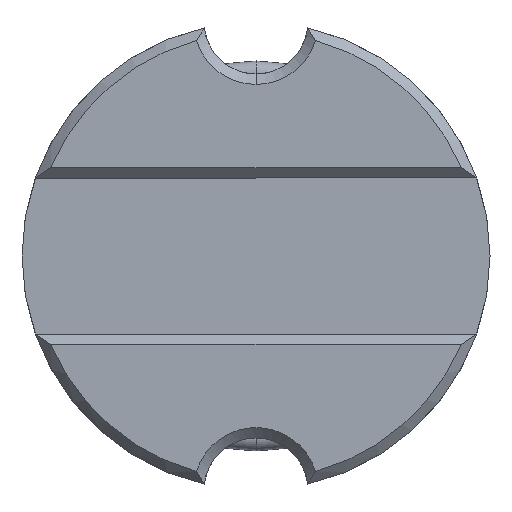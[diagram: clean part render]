
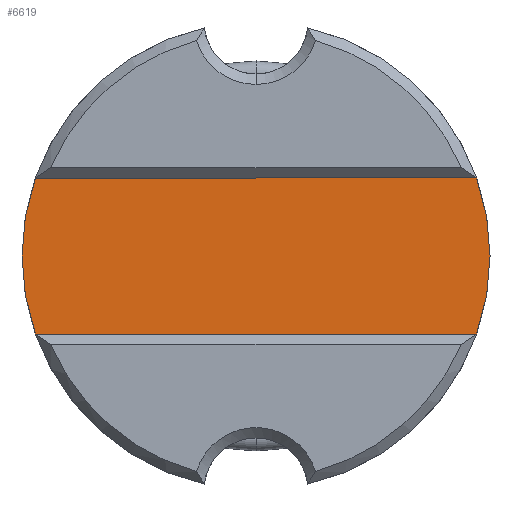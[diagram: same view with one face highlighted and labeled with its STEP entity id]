
A CAD part, front view. The second image highlights one B-rep face of the part: STEP entity #6619.
In plain terms, the highlighted planar face has unit normal (0, -1, 0).
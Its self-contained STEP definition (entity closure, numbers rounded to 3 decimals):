
#631 = ORIENTED_EDGE ( 'NONE', *, *, #6500, .F. ) ;
#823 = CARTESIAN_POINT ( 'NONE',  ( 5.29, 0.5, 0.75 ) ) ;
#977 = AXIS2_PLACEMENT_3D ( 'NONE', #1065, #2155, #4724 ) ;
#991 = CARTESIAN_POINT ( 'NONE',  ( 0., 0.5, 0. ) ) ;
#1065 = CARTESIAN_POINT ( 'NONE',  ( 0., 0.5, 0. ) ) ;
#1154 = DIRECTION ( 'NONE',  ( 1., 0., 0. ) ) ;
#1497 = VECTOR ( 'NONE', #4082, 1000. ) ;
#1523 = EDGE_CURVE ( 'NONE', #5246, #6404, #2624, .T. ) ;
#2081 = DIRECTION ( 'NONE',  ( 0., 0., 1. ) ) ;
#2096 = CIRCLE ( 'NONE', #5857, 2.25 ) ;
#2155 = DIRECTION ( 'NONE',  ( 0., 1., 0. ) ) ;
#2542 = CARTESIAN_POINT ( 'NONE',  ( -2.121, 0.5, -0.75 ) ) ;
#2624 = CIRCLE ( 'NONE', #4604, 2.25 ) ;
#3120 = FACE_OUTER_BOUND ( 'NONE', #3589, .T. ) ;
#3171 = VERTEX_POINT ( 'NONE', #4735 ) ;
#3273 = CARTESIAN_POINT ( 'NONE',  ( 5.29, 0.5, -0.75 ) ) ;
#3589 = EDGE_LOOP ( 'NONE', ( #5053, #4183, #4869, #631 ) ) ;
#3774 = DIRECTION ( 'NONE',  ( 0., 1., 0. ) ) ;
#4082 = DIRECTION ( 'NONE',  ( -1., 0., 0. ) ) ;
#4183 = ORIENTED_EDGE ( 'NONE', *, *, #1523, .F. ) ;
#4378 = CARTESIAN_POINT ( 'NONE',  ( 0., 0.5, 0. ) ) ;
#4506 = EDGE_CURVE ( 'NONE', #5246, #3171, #5395, .T. ) ;
#4604 = AXIS2_PLACEMENT_3D ( 'NONE', #991, #5230, #2081 ) ;
#4724 = DIRECTION ( 'NONE',  ( 0., 0., 1. ) ) ;
#4735 = CARTESIAN_POINT ( 'NONE',  ( 2.121, 0.5, -0.75 ) ) ;
#4869 = ORIENTED_EDGE ( 'NONE', *, *, #4506, .T. ) ;
#4945 = EDGE_CURVE ( 'NONE', #5290, #6404, #6720, .T. ) ;
#5053 = ORIENTED_EDGE ( 'NONE', *, *, #4945, .T. ) ;
#5230 = DIRECTION ( 'NONE',  ( 0., 1., 0. ) ) ;
#5235 = PLANE ( 'NONE',  #977 ) ;
#5246 = VERTEX_POINT ( 'NONE', #2542 ) ;
#5290 = VERTEX_POINT ( 'NONE', #5868 ) ;
#5395 = LINE ( 'NONE', #3273, #5493 ) ;
#5493 = VECTOR ( 'NONE', #1154, 1000. ) ;
#5693 = CARTESIAN_POINT ( 'NONE',  ( -2.121, 0.5, 0.75 ) ) ;
#5837 = DIRECTION ( 'NONE',  ( 0., 0., 1. ) ) ;
#5857 = AXIS2_PLACEMENT_3D ( 'NONE', #4378, #3774, #5837 ) ;
#5868 = CARTESIAN_POINT ( 'NONE',  ( 2.121, 0.5, 0.75 ) ) ;
#6404 = VERTEX_POINT ( 'NONE', #5693 ) ;
#6500 = EDGE_CURVE ( 'NONE', #5290, #3171, #2096, .T. ) ;
#6619 = ADVANCED_FACE ( 'NONE', ( #3120 ), #5235, .F. ) ;
#6720 = LINE ( 'NONE', #823, #1497 ) ;
